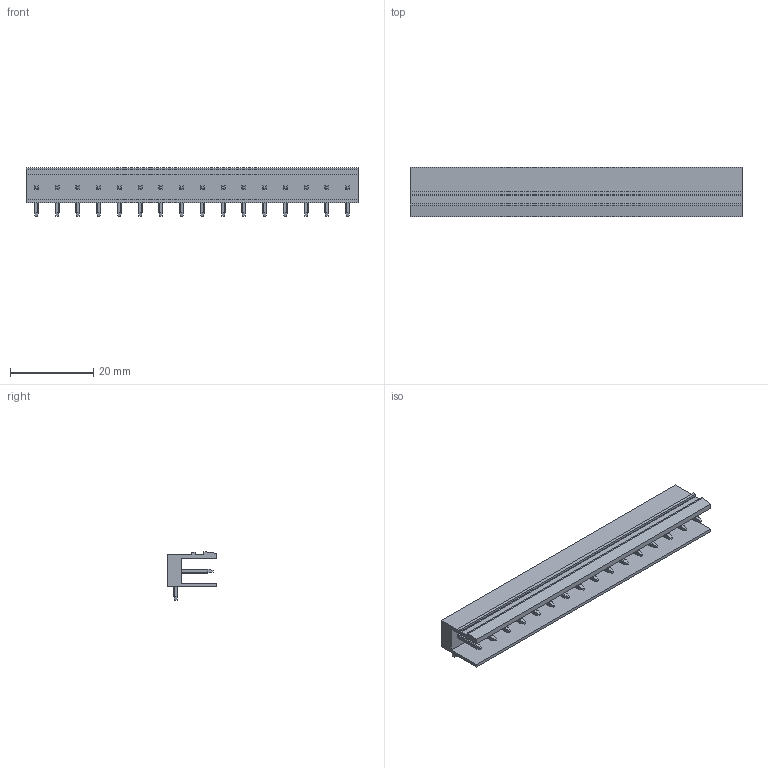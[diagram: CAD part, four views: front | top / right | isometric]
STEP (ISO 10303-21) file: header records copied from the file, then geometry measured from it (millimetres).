
FILE_DESCRIPTION(('CATIA V5 STEP Exchange','CAx-IF Rec.Pracs.--- Model Styling and Organization---1.2---2011-12-15'),'2;1');
FILE_NAME ('D1452875_0_1571260000_1571260000.stp','2018-10-13T05:09:24+00:00',('none'),('Weidmueller'),'CATIA Version 5-6 Release 2014','CATIA V5 STEP AP214','none');
FILE_SCHEMA(('AUTOMOTIVE_DESIGN { 1 0 10303 214 1 1 1 1 }'));
Length unit declared in the file: millimetre
Products named in the file (1): 1571260000
Bounding box: 80 x 12 x 11.7 mm (x, y, z)
Volume: 3581.1 mm3; surface area: 5976.2 mm2
Topology: 17 solids, 17 shells, 627 faces, 1651 edges, 1058 vertices
Faces by surface type: plane 369, cylinder 258
Entity records: 17373 total; most frequent: CARTESIAN_POINT 4212, ORIENTED_EDGE 3302, EDGE_CURVE 1645, DIRECTION 1633, VERTEX_POINT 1050, VECTOR 1005, LINE 1005, EDGE_LOOP 659
